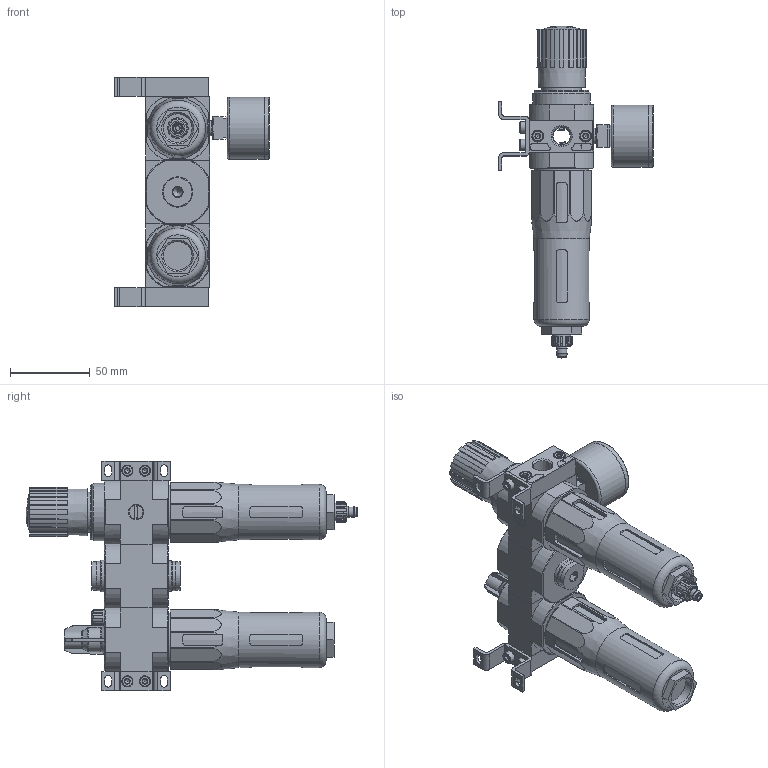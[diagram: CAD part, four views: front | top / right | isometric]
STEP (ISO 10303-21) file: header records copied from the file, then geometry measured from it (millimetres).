
FILE_DESCRIPTION(/* description */ ('STEP AP214'),/* implementation_level */ '2;1');
FILE_NAME(/* name */ '185793_FRC-1_4-D-MINI-KA',/* time_stamp */ '2024-08-28T16:24:55+02:00',/* author */ ('License CC BY-ND 4.0'),/* organization */ ('CADENAS'),/* preprocessor_version */ 'ST-DEVELOPER v19.3',/* originating_system */ 'PARTsolutions',/* authorisation */ ' ');
FILE_SCHEMA (('AUTOMOTIVE_DESIGN {1 0 10303 214 3 1 1}'));
Length unit declared in the file: millimetre
Products named in the file (15): 185793 FRC-1/4-D-MINI-KA; 380289 PBL-1/4-D-MINI-L---(1) p1; DIN-912 - M4x16(F); 159638 HFOE-D-MINI-P1; DIN-912 - M4x8(F); 380291 PBL-1/4-D-MINI-R---(0) p1; 123587 LFR-D-MINI--(0); 8003637 PAGN-40-16-G18; 373845 LR-MINI; 648415 LF; 724703 FRM-...-D-MINI; DIN-908 G1/4A; 531772 OK-1/4; 355622 FRB-D-MINI; 123582 LOE-D-MINI
Assembly tree (26 placements, depth 2):
  185793 FRC-1/4-D-MINI-KA
    380289 PBL-1/4-D-MINI-L---(1) p1
    DIN-912 - M4x16(F)  x4
    159638 HFOE-D-MINI-P1  x2
    DIN-912 - M4x8(F)  x4
    380291 PBL-1/4-D-MINI-R---(0) p1
    123587 LFR-D-MINI--(0)
    8003637 PAGN-40-16-G18
    373845 LR-MINI
    648415 LF
    724703 FRM-...-D-MINI
    DIN-908 G1/4A  x2
    531772 OK-1/4  x2
    355622 FRB-D-MINI  x4
    123582 LOE-D-MINI
Bounding box: 96.75 x 208 x 144 mm (x, y, z)
Volume: 451250.2 mm3; surface area: 117979 mm2
Topology: 26 solids, 27 shells, 1320 faces, 3315 edges, 2107 vertices
Faces by surface type: plane 692, cylinder 340, cone 236, torus 47, sphere 5
Full cylindrical faces by diameter (mm): 2.9 x4, 3 x1, 3.2 x1, 3.242 x12, 3.6 x1, 3.8 x1, 4 x12, 4.3 x5, 5.2 x4, 5.6 x1, 6 x4, 6.2 x1, 6.4 x1, 6.8 x1, 6.9 x1, 7 x8, 7.1 x1, 7.9 x2, 8.2 x1, 8.4 x1, 8.566 x2, 9 x1, 9.728 x2, 10 x1, 10.6 x1, 11 x1, 11.2 x1, 11.445 x4, 11.6 x1, 12.01 x1
Entity records: 37507 total; most frequent: CARTESIAN_POINT 7053, DIRECTION 5188, ORIENTED_EDGE 5078, EDGE_CURVE 2539, AXIS2_PLACEMENT_3D 2012, VERTEX_POINT 1765, FACE_BOUND 1384, EDGE_LOOP 1372
